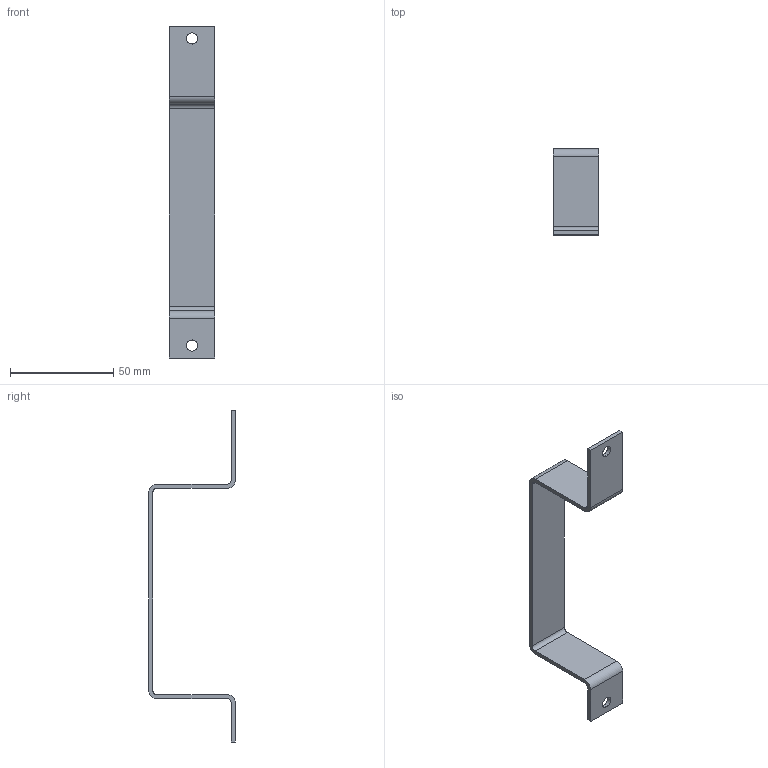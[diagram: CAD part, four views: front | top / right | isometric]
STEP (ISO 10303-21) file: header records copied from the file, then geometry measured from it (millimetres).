
FILE_DESCRIPTION (( 'STEP AP203' ), '1' );
FILE_NAME ('Poignée.STEP', '2018-02-15T09:37:29', ( '' ), ( '' ), 'SwSTEP 2.0', 'SolidWorks 2015', '' );
FILE_SCHEMA (( 'CONFIG_CONTROL_DESIGN' ));
Length unit declared in the file: millimetre
Products named in the file (1): Poignée
Bounding box: 22 x 42 x 161 mm (x, y, z)
Volume: 10282.3 mm3; surface area: 11382.9 mm2
Topology: 1 solids, 1 shells, 26 faces, 72 edges, 48 vertices
Faces by surface type: plane 14, cylinder 12
Entity records: 925 total; most frequent: DIRECTION 150, CARTESIAN_POINT 147, ORIENTED_EDGE 144, EDGE_CURVE 72, AXIS2_PLACEMENT_3D 51, LINE 48, VECTOR 48, VERTEX_POINT 48
